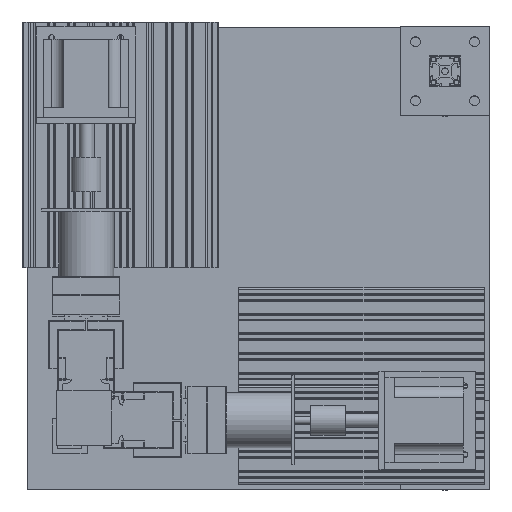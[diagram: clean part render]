
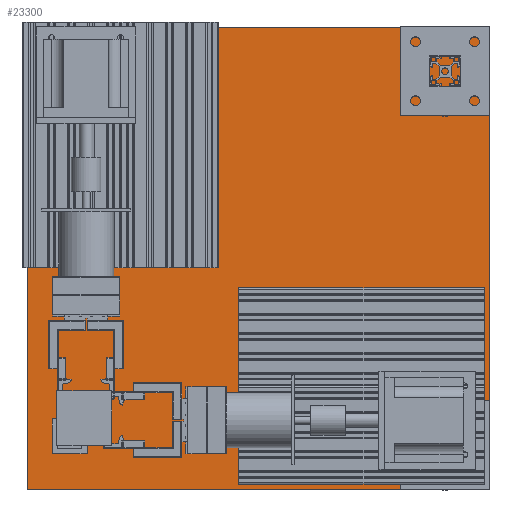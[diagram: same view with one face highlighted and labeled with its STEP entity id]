
A CAD part, top view. The second image highlights one B-rep face of the part: STEP entity #23300.
In plain terms, the highlighted planar face has unit normal (0, 0, 1).
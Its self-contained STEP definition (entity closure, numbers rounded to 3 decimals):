
#2043=FACE_OUTER_BOUND('',#3278,.T.);
#3278=EDGE_LOOP('',(#15620,#15621,#15622,#15623));
#4688=LINE('',#34327,#7182);
#4692=LINE('',#34336,#7186);
#4695=LINE('',#34341,#7189);
#4696=LINE('',#34343,#7190);
#7182=VECTOR('',#27149,10.);
#7186=VECTOR('',#27157,10.);
#7189=VECTOR('',#27162,10.);
#7190=VECTOR('',#27165,10.);
#9664=VERTEX_POINT('',#34321);
#9666=VERTEX_POINT('',#34325);
#9669=VERTEX_POINT('',#34335);
#9670=VERTEX_POINT('',#34339);
#12029=EDGE_CURVE('',#9664,#9666,#4688,.T.);
#12033=EDGE_CURVE('',#9669,#9664,#4692,.T.);
#12036=EDGE_CURVE('',#9670,#9666,#4695,.T.);
#12037=EDGE_CURVE('',#9669,#9670,#4696,.T.);
#15620=ORIENTED_EDGE('',*,*,#12029,.T.);
#15621=ORIENTED_EDGE('',*,*,#12036,.F.);
#15622=ORIENTED_EDGE('',*,*,#12037,.F.);
#15623=ORIENTED_EDGE('',*,*,#12033,.T.);
#22607=PLANE('',#24744);
#23300=ADVANCED_FACE('',(#2043),#22607,.F.);
#24744=AXIS2_PLACEMENT_3D('',#34344,#27166,#27167);
#27149=DIRECTION('',(0.,-1.,0.));
#27157=DIRECTION('',(-1.,0.,0.));
#27162=DIRECTION('',(-1.,0.,0.));
#27165=DIRECTION('',(0.,-1.,0.));
#27166=DIRECTION('center_axis',(0.,0.,
-1.));
#27167=DIRECTION('ref_axis',(-1.,0.,0.));
#34321=CARTESIAN_POINT('',(-140.405,240.018,100.));
#34325=CARTESIAN_POINT('',(-140.405,-229.982,100.));
#34327=CARTESIAN_POINT('',(-140.405,-109.982,100.));
#34335=CARTESIAN_POINT('',(329.595,240.018,100.));
#34336=CARTESIAN_POINT('',(-30.405,240.018,100.));
#34339=CARTESIAN_POINT('',(329.595,-229.982,100.));
#34341=CARTESIAN_POINT('',(329.595,-229.982,100.));
#34343=CARTESIAN_POINT('',(329.595,250.018,100.));
#34344=CARTESIAN_POINT('Origin',(89.595,10.018,100.));
